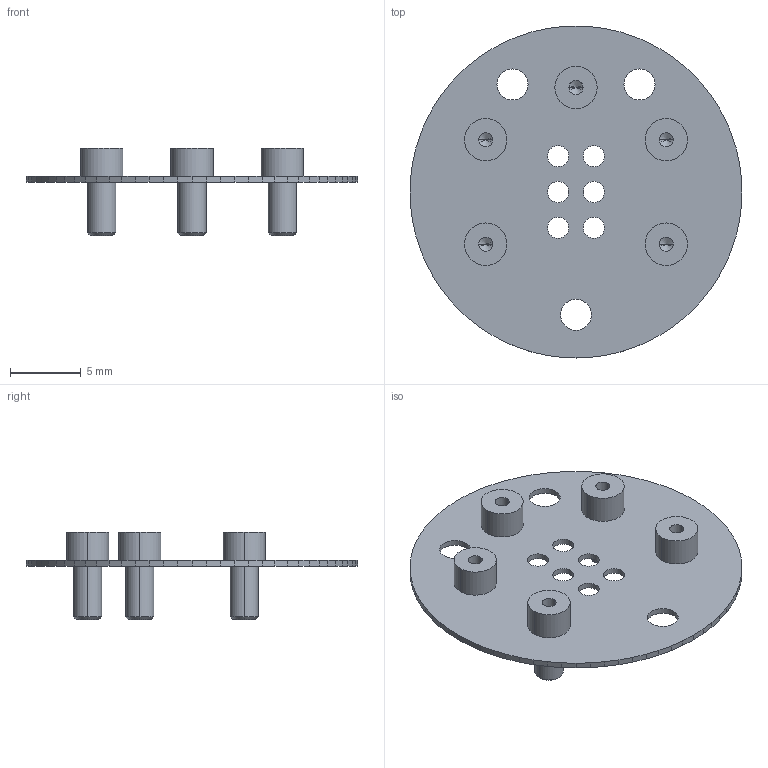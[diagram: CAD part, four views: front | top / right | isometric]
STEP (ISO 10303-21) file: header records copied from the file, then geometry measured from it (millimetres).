
FILE_DESCRIPTION(('Open CASCADE Model'),'2;1');
FILE_NAME('Open CASCADE Shape Model','2024-12-25T22:38:33',('Author'),( 'Open CASCADE'),'Open CASCADE STEP processor 6.5','Open CASCADE 6.5' ,'Unknown');
FILE_SCHEMA(('AUTOMOTIVE_DESIGN { 1 0 10303 214 1 1 1 1 }'));
Length unit declared in the file: millimetre
Products named in the file (4): PCB; Board; JP2; 換覜ん脣釱
Assembly tree (7 placements, depth 3):
  PCB
    Board
    JP2
      換覜ん脣釱  x5
Bounding box: 23.52 x 23.52 x 6.2 mm (x, y, z)
Volume: 277.2 mm3; surface area: 1227.1 mm2
Topology: 6 solids, 6 shells, 153 faces, 388 edges, 247 vertices
Faces by surface type: plane 89, cylinder 44, cone 20
Full cylindrical faces by diameter (mm): 1.5 x6, 2 x1, 2.2 x7
Entity records: 7240 total; most frequent: CARTESIAN_POINT 1498, DIRECTION 1038, LINE 728, VECTOR 728, ORIENTED_EDGE 564, PCURVE 564, DEFINITIONAL_REPRESENTATION 564, EDGE_CURVE 282
